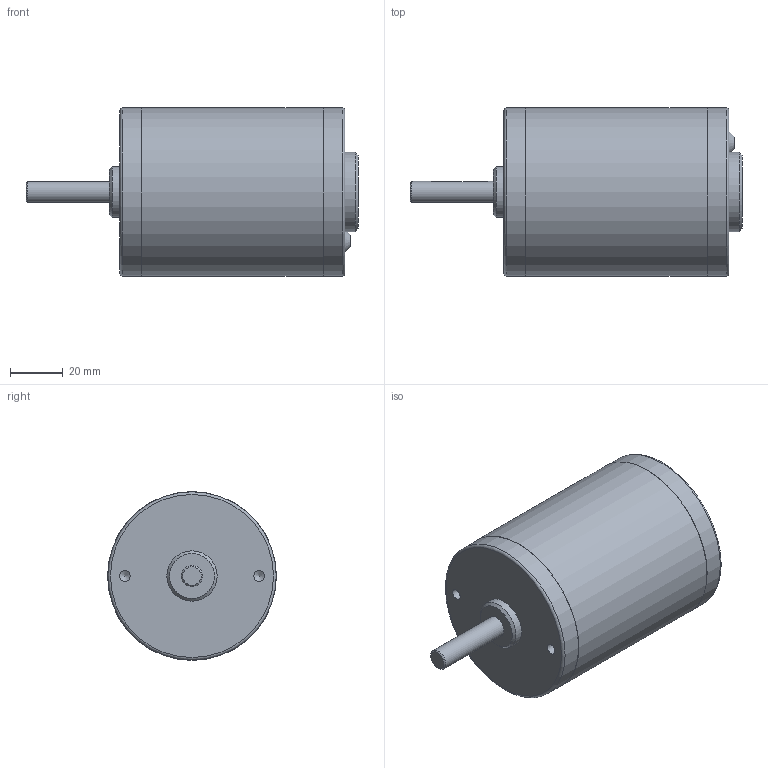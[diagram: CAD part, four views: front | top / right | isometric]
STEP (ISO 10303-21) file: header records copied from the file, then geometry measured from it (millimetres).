
FILE_DESCRIPTION(/* description */ (''),/* implementation_level */ '2;1');
FILE_NAME(/* name */ 'MOT_MiniCIMMotor_217-3371.ipt.stp',/* time_stamp */ '2016-01-07T16:46:54-08:00',/* author */ ('Autodesk Inc.'),/* organization */ ('Autodesk Inc.'),/* preprocessor_version */ 'ST-DEVELOPER v16.1',/* originating_system */ 'Autodesk Inventor 2016',/* authorisation */ '');
FILE_SCHEMA (('AUTOMOTIVE_DESIGN { 1 0 10303 214 3 1 1 }'));
Length unit declared in the file: millimetre
Products named in the file (1): MOT_MiniCIMMotor_217-3371
Bounding box: 125.82 x 64.01 x 64.01 mm (x, y, z)
Volume: 279648.8 mm3; surface area: 25227 mm2
Topology: 1 solids, 1 shells, 33 faces, 64 edges, 41 vertices
Faces by surface type: cylinder 12, plane 12, cone 7, torus 2
Full cylindrical faces by diameter (mm): 4.039 x2, 8 x1, 8.636 x2, 19.05 x1, 30.074 x1, 63.754 x2, 64.008 x1
Entity records: 798 total; most frequent: CARTESIAN_POINT 142, DIRECTION 134, ORIENTED_EDGE 78, AXIS2_PLACEMENT_3D 63, EDGE_LOOP 60, EDGE_CURVE 39, VERTEX_POINT 35, FACE_OUTER_BOUND 33
